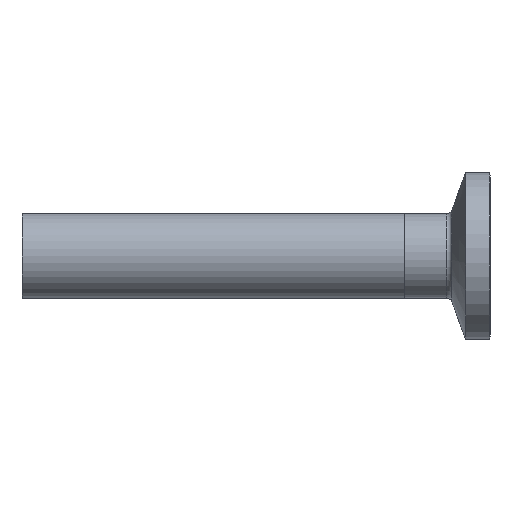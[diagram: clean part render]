
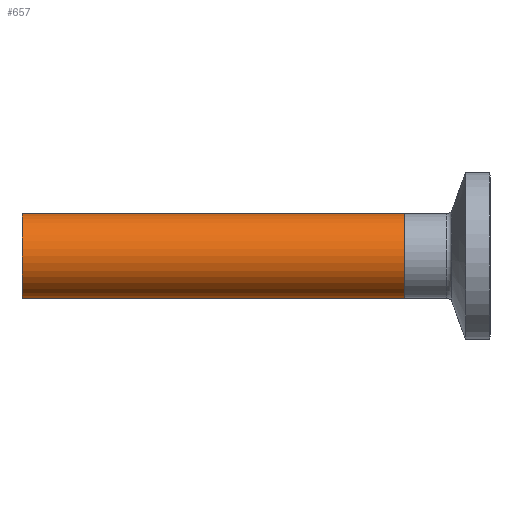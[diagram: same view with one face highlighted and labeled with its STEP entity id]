
A CAD part, front view. The second image highlights one B-rep face of the part: STEP entity #657.
In plain terms, the highlighted cylindrical face has radius 6.35 mm (diameter 12.7 mm), a partial arc.
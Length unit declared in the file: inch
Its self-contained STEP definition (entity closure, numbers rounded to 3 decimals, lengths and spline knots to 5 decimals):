
#5 = VERTEX_POINT ( 'NONE', #907 ) ;
#96 = DIRECTION ( 'NONE',  ( -1., 0., 0. ) ) ;
#170 = CYLINDRICAL_SURFACE ( 'NONE', #1115, 0.25 ) ;
#194 = DIRECTION ( 'NONE',  ( 1., 0., 0. ) ) ;
#201 = CARTESIAN_POINT ( 'NONE',  ( 0.37402, 0., 0. ) ) ;
#214 = LINE ( 'NONE', #1454, #845 ) ;
#222 = FACE_OUTER_BOUND ( 'NONE', #935, .T. ) ;
#229 = DIRECTION ( 'NONE',  ( -1., 0., 0. ) ) ;
#244 = LINE ( 'NONE', #730, #1160 ) ;
#248 = DIRECTION ( 'NONE',  ( 0., 0., 1. ) ) ;
#306 = EDGE_CURVE ( 'NONE', #591, #1174, #214, .T. ) ;
#320 = DIRECTION ( 'NONE',  ( 1., 0., 0. ) ) ;
#341 = CARTESIAN_POINT ( 'NONE',  ( -1.87402, 0., -0.25 ) ) ;
#352 = DIRECTION ( 'NONE',  ( -1., 0., 0. ) ) ;
#353 = ORIENTED_EDGE ( 'NONE', *, *, #1098, .T. ) ;
#448 = ORIENTED_EDGE ( 'NONE', *, *, #306, .T. ) ;
#524 = ORIENTED_EDGE ( 'NONE', *, *, #1239, .T. ) ;
#563 = ORIENTED_EDGE ( 'NONE', *, *, #1523, .F. ) ;
#587 = CARTESIAN_POINT ( 'NONE',  ( 0.37402, 0., 0.25 ) ) ;
#591 = VERTEX_POINT ( 'NONE', #854 ) ;
#657 = ADVANCED_FACE ( 'NONE', ( #222 ), #170, .T. ) ;
#659 = EDGE_CURVE ( 'NONE', #1425, #1224, #244, .T. ) ;
#675 = EDGE_CURVE ( 'NONE', #5, #1425, #821, .T. ) ;
#686 = CARTESIAN_POINT ( 'NONE',  ( -1.87402, 0., 0. ) ) ;
#730 = CARTESIAN_POINT ( 'NONE',  ( 0.37402, 0., -0.25 ) ) ;
#771 = CARTESIAN_POINT ( 'NONE',  ( 0., 0., -0.25 ) ) ;
#779 = CIRCLE ( 'NONE', #1077, 0.25 ) ;
#821 = LINE ( 'NONE', #1339, #1548 ) ;
#841 = DIRECTION ( 'NONE',  ( -1., 0., 0. ) ) ;
#845 = VECTOR ( 'NONE', #96, 39.37008 ) ;
#848 = CARTESIAN_POINT ( 'NONE',  ( 0.37402, 0., 0. ) ) ;
#854 = CARTESIAN_POINT ( 'NONE',  ( 0.37402, 0., 0.25 ) ) ;
#907 = CARTESIAN_POINT ( 'NONE',  ( 0.37402, 0., -0.25 ) ) ;
#919 = VERTEX_POINT ( 'NONE', #1155 ) ;
#935 = EDGE_LOOP ( 'NONE', ( #1034, #563, #448, #524, #353, #1560 ) ) ;
#1034 = ORIENTED_EDGE ( 'NONE', *, *, #675, .F. ) ;
#1077 = AXIS2_PLACEMENT_3D ( 'NONE', #686, #320, #1435 ) ;
#1098 = EDGE_CURVE ( 'NONE', #919, #1224, #779, .T. ) ;
#1106 = CIRCLE ( 'NONE', #1531, 0.25 ) ;
#1115 = AXIS2_PLACEMENT_3D ( 'NONE', #848, #841, #248 ) ;
#1155 = CARTESIAN_POINT ( 'NONE',  ( -1.87402, 0., 0.25 ) ) ;
#1160 = VECTOR ( 'NONE', #352, 39.37008 ) ;
#1174 = VERTEX_POINT ( 'NONE', #1323 ) ;
#1224 = VERTEX_POINT ( 'NONE', #341 ) ;
#1239 = EDGE_CURVE ( 'NONE', #1174, #919, #1400, .T. ) ;
#1323 = CARTESIAN_POINT ( 'NONE',  ( 0., 0., 0.25 ) ) ;
#1339 = CARTESIAN_POINT ( 'NONE',  ( 0.37402, 0., -0.25 ) ) ;
#1360 = VECTOR ( 'NONE', #229, 39.37008 ) ;
#1400 = LINE ( 'NONE', #587, #1360 ) ;
#1425 = VERTEX_POINT ( 'NONE', #771 ) ;
#1435 = DIRECTION ( 'NONE',  ( 0., 0., -1. ) ) ;
#1454 = CARTESIAN_POINT ( 'NONE',  ( 0.37402, 0., 0.25 ) ) ;
#1473 = DIRECTION ( 'NONE',  ( -1., 0., 0. ) ) ;
#1523 = EDGE_CURVE ( 'NONE', #591, #5, #1106, .T. ) ;
#1531 = AXIS2_PLACEMENT_3D ( 'NONE', #201, #194, #1565 ) ;
#1548 = VECTOR ( 'NONE', #1473, 39.37008 ) ;
#1560 = ORIENTED_EDGE ( 'NONE', *, *, #659, .F. ) ;
#1565 = DIRECTION ( 'NONE',  ( 0., 0., -1. ) ) ;
